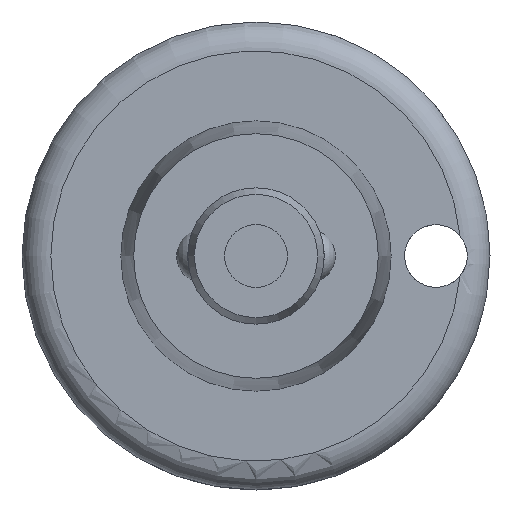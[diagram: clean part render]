
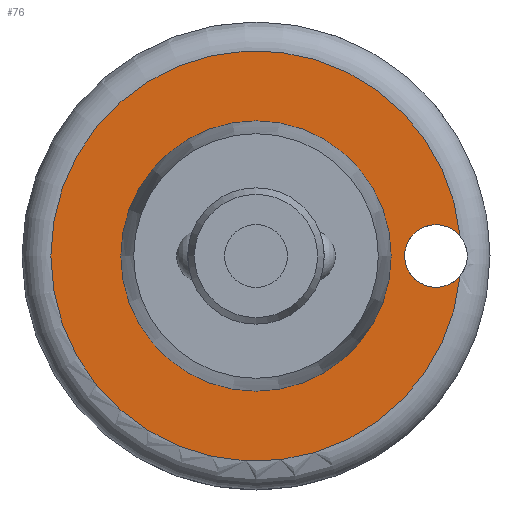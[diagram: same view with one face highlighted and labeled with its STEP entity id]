
A CAD part, front view. The second image highlights one B-rep face of the part: STEP entity #76.
In plain terms, the highlighted planar face has unit normal (0, -1, 0).
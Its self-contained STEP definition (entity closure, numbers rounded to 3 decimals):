
#76 = ADVANCED_FACE( '', ( #163, #164 ), #165, .F. );
#163 = FACE_OUTER_BOUND( '', #250, .T. );
#164 = FACE_BOUND( '', #251, .T. );
#165 = PLANE( '', #252 );
#250 = EDGE_LOOP( '', ( #368, #369 ) );
#251 = EDGE_LOOP( '', ( #370 ) );
#252 = AXIS2_PLACEMENT_3D( '', #371, #372, #373 );
#368 = ORIENTED_EDGE( '', *, *, #414, .F. );
#369 = ORIENTED_EDGE( '', *, *, #402, .T. );
#370 = ORIENTED_EDGE( '', *, *, #433, .T. );
#371 = CARTESIAN_POINT( '', ( -5.95, 15.88, 0. ) );
#372 = DIRECTION( '', ( 0., 1., 0. ) );
#373 = DIRECTION( '', ( -1., 0., 0. ) );
#402 = EDGE_CURVE( '', #449, #450, #452, .T. );
#414 = EDGE_CURVE( '', #449, #450, #468, .T. );
#433 = EDGE_CURVE( '', #493, #493, #494, .T. );
#449 = VERTEX_POINT( '', #538 );
#450 = VERTEX_POINT( '', #539 );
#452 = CIRCLE( '', #550, 1.38 );
#468 = CIRCLE( '', #605, 9.03 );
#493 = VERTEX_POINT( '', #669 );
#494 = CIRCLE( '', #670, 5.95 );
#538 = CARTESIAN_POINT( '', ( 8.988, 15.88, -0.874 ) );
#539 = CARTESIAN_POINT( '', ( 8.988, 15.88, 0.874 ) );
#550 = AXIS2_PLACEMENT_3D( '', #685, #686, #687 );
#605 = AXIS2_PLACEMENT_3D( '', #700, #701, #702 );
#669 = CARTESIAN_POINT( '', ( -5.95, 15.88, 0. ) );
#670 = AXIS2_PLACEMENT_3D( '', #724, #725, #726 );
#685 = CARTESIAN_POINT( '', ( 7.92, 15.88, 0. ) );
#686 = DIRECTION( '', ( 0., 1., 0. ) );
#687 = DIRECTION( '', ( -1., 0., 0. ) );
#700 = CARTESIAN_POINT( '', ( 0., 15.88, 0. ) );
#701 = DIRECTION( '', ( 0., 1., 0. ) );
#702 = DIRECTION( '', ( -1., 0., 0. ) );
#724 = CARTESIAN_POINT( '', ( 0., 15.88, 0. ) );
#725 = DIRECTION( '', ( 0., 1., 0. ) );
#726 = DIRECTION( '', ( -1., 0., 0. ) );
